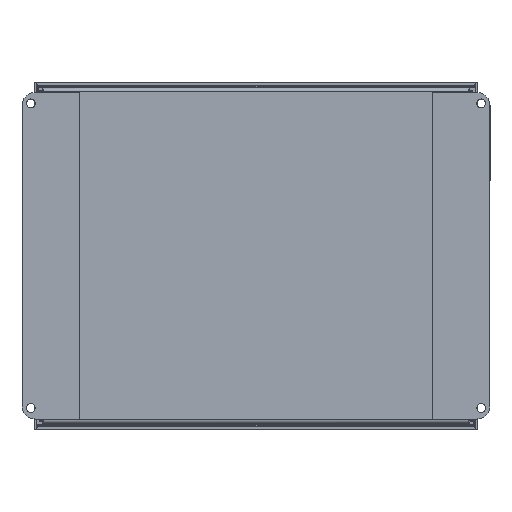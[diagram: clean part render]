
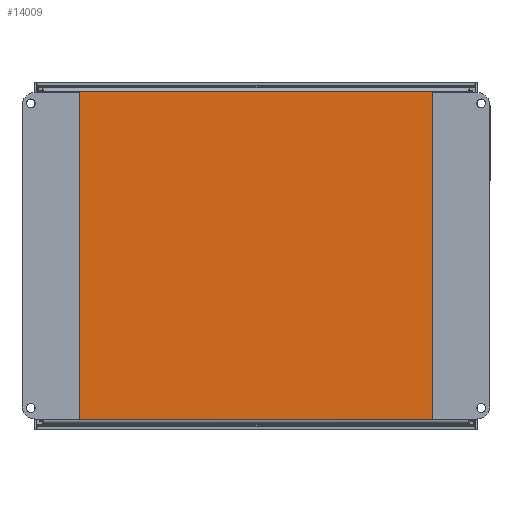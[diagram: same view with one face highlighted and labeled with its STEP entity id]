
A CAD part, top view. The second image highlights one B-rep face of the part: STEP entity #14009.
In plain terms, the highlighted face is planar.
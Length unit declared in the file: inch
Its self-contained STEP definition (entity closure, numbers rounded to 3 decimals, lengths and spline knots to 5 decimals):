
#532=LINE('',#20152,#2023);
#537=LINE('',#20231,#2028);
#542=LINE('',#20310,#2033);
#546=LINE('',#20386,#2037);
#2023=VECTOR('',#16299,9.2895);
#2028=VECTOR('',#16310,12.0395);
#2033=VECTOR('',#16323,9.2895);
#2037=VECTOR('',#16333,12.0395);
#3371=PLANE('',#14782);
#4039=FACE_OUTER_BOUND('',#4796,.T.);
#4796=EDGE_LOOP('',(#9762,#9763,#9764,#9765));
#6069=VERTEX_POINT('',#20143);
#6070=VERTEX_POINT('',#20151);
#6073=VERTEX_POINT('',#20230);
#6075=VERTEX_POINT('',#20309);
#7457=EDGE_CURVE('',#6070,#6069,#532,.T.);
#7466=EDGE_CURVE('',#6073,#6070,#537,.T.);
#7475=EDGE_CURVE('',#6075,#6073,#542,.T.);
#7483=EDGE_CURVE('',#6069,#6075,#546,.T.);
#9762=ORIENTED_EDGE('',*,*,#7457,.T.);
#9763=ORIENTED_EDGE('',*,*,#7483,.T.);
#9764=ORIENTED_EDGE('',*,*,#7475,.T.);
#9765=ORIENTED_EDGE('',*,*,#7466,.T.);
#14009=ADVANCED_FACE('',(#4039),#3371,.F.);
#14782=AXIS2_PLACEMENT_3D('',#20455,#16345,#16346);
#16299=DIRECTION('',(-1.,0.,0.));
#16310=DIRECTION('',(0.,-1.,0.));
#16323=DIRECTION('',(1.,0.,0.));
#16333=DIRECTION('',(0.,1.,0.));
#16345=DIRECTION('center_axis',(0.,0.,1.));
#16346=DIRECTION('ref_axis',(1.,0.,0.));
#20143=CARTESIAN_POINT('',(0.10525,0.10525,0.));
#20151=CARTESIAN_POINT('',(9.39475,0.10525,0.));
#20152=CARTESIAN_POINT('',(7.07238,0.10525,0.));
#20230=CARTESIAN_POINT('',(9.39475,12.14475,0.));
#20231=CARTESIAN_POINT('',(9.39475,9.13488,0.));
#20309=CARTESIAN_POINT('',(0.10525,12.14475,0.));
#20310=CARTESIAN_POINT('',(2.42763,12.14475,0.));
#20386=CARTESIAN_POINT('',(0.10525,3.11513,0.));
#20455=CARTESIAN_POINT('Origin',(4.75,6.125,0.));
